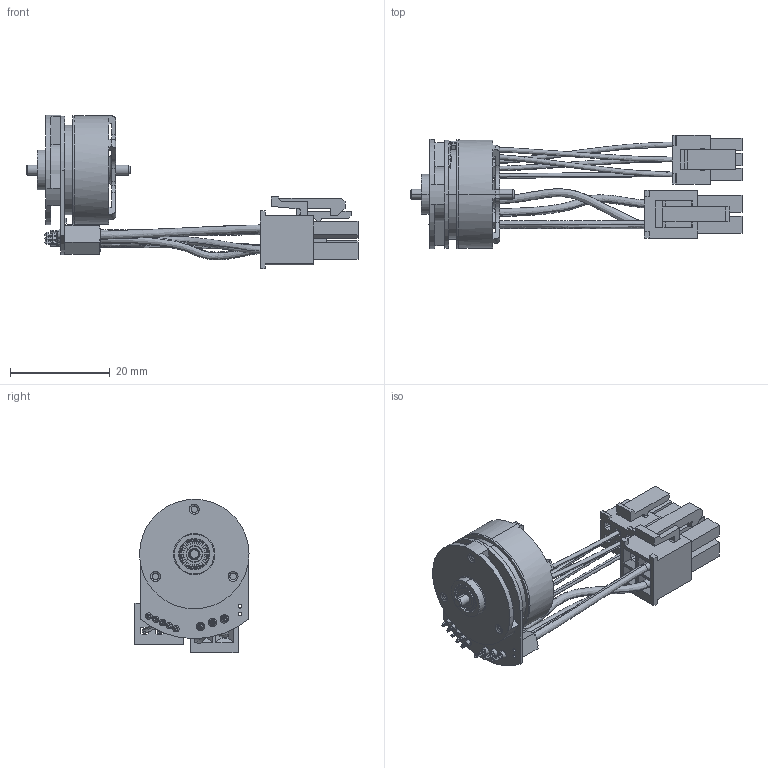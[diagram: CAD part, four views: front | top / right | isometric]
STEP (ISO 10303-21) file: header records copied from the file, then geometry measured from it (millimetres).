
FILE_DESCRIPTION(('STEP AP214'),'1');
FILE_NAME('cctmp_8ACA0BB1-621A-4A44-87DC-0770EF3775D8_2025_1_15_18_26_41_874..stp','2025-01-15T17:26:43',('maxon motor ag'),('CADClick - www.CADClick.com'),'Spatial InterOp 3D',' ','unknown authorization');
FILE_SCHEMA(('AUTOMOTIVE_DESIGN'));
Length unit declared in the file: millimetre
Products named in the file (29): 0
Assembly tree (28 placements, depth 2):
  (unnamed)
    0
    0
    0
    0
    0
    0
    0
    0
    0
    0
    0
    0
    0
    0
    0
    0
    0
    0
    0
    0
    0
    0
    0
    0
    0
    0
    0
    0
Bounding box: 66.7 x 22.92 x 30.78 mm (x, y, z)
Volume: 6222.9 mm3; surface area: 11106.2 mm2
Topology: 35 solids, 35 shells, 1313 faces, 3349 edges, 2114 vertices
Faces by surface type: plane 949, cylinder 168, cone 114, bspline 50, torus 32
Entity records: 58715 total; most frequent: CARTESIAN_POINT 8952, ORIENTED_EDGE 6698, DIRECTION 6464, EDGE_CURVE 3349, LINE 2712, VECTOR 2712, STYLED_ITEM 2622, PRESENTATION_STYLE_ASSIGNMENT 2622
